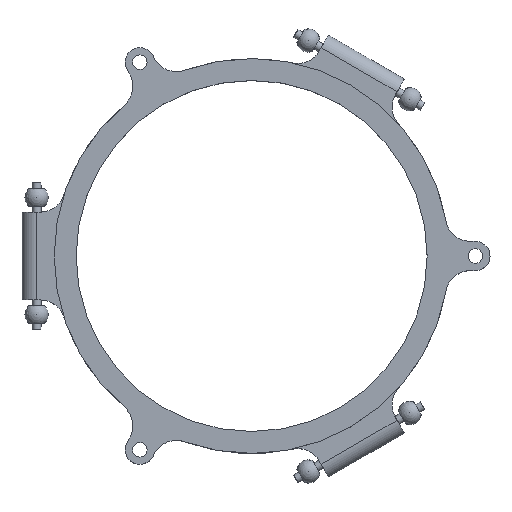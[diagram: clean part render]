
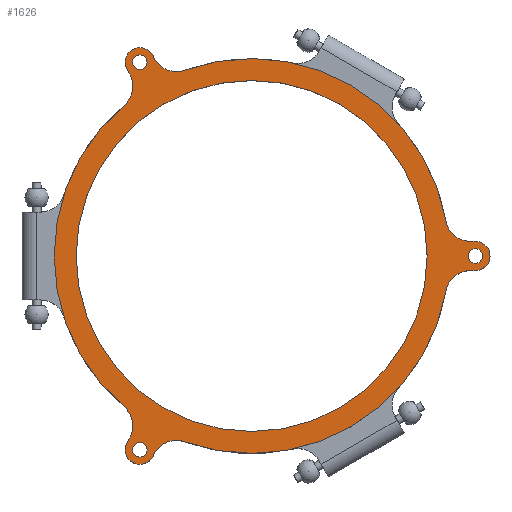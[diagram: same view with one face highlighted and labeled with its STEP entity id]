
A CAD part, top view. The second image highlights one B-rep face of the part: STEP entity #1626.
In plain terms, the highlighted planar face has unit normal (0, 0, 1).
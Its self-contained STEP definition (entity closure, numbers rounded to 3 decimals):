
#117=PLANE('',#1868);
#131=FACE_BOUND('',#315,.T.);
#132=FACE_BOUND('',#316,.T.);
#133=FACE_BOUND('',#317,.T.);
#134=FACE_BOUND('',#318,.T.);
#220=FACE_OUTER_BOUND('',#314,.T.);
#314=EDGE_LOOP('',(#1451,#1452,#1453,#1454,#1455,#1456,#1457,#1458,#1459,
#1460,#1461,#1462,#1463,#1464,#1465,#1466,#1467,#1468));
#315=EDGE_LOOP('',(#1469));
#316=EDGE_LOOP('',(#1470));
#317=EDGE_LOOP('',(#1471));
#318=EDGE_LOOP('',(#1472));
#405=LINE('',#2846,#516);
#412=LINE('',#2873,#523);
#419=LINE('',#2900,#530);
#427=LINE('',#2945,#538);
#430=LINE('',#2954,#541);
#433=LINE('',#2962,#544);
#516=VECTOR('',#2282,10.);
#523=VECTOR('',#2309,10.);
#530=VECTOR('',#2336,10.);
#538=VECTOR('',#2388,10.);
#541=VECTOR('',#2399,10.);
#544=VECTOR('',#2410,10.);
#626=CIRCLE('',#1816,8.5);
#628=CIRCLE('',#1820,8.5);
#630=CIRCLE('',#1823,67.5);
#632=CIRCLE('',#1826,8.5);
#634=CIRCLE('',#1830,8.5);
#636=CIRCLE('',#1833,67.5);
#638=CIRCLE('',#1836,8.5);
#640=CIRCLE('',#1840,8.5);
#641=CIRCLE('',#1842,67.5);
#643=CIRCLE('',#1845,2.5);
#645=CIRCLE('',#1848,2.5);
#647=CIRCLE('',#1851,60.);
#649=CIRCLE('',#1854,2.5);
#652=CIRCLE('',#1858,5.);
#654=CIRCLE('',#1862,5.);
#656=CIRCLE('',#1866,5.);
#769=VERTEX_POINT('',#2836);
#770=VERTEX_POINT('',#2838);
#772=VERTEX_POINT('',#2844);
#775=VERTEX_POINT('',#2851);
#776=VERTEX_POINT('',#2853);
#778=VERTEX_POINT('',#2859);
#780=VERTEX_POINT('',#2865);
#782=VERTEX_POINT('',#2871);
#785=VERTEX_POINT('',#2878);
#786=VERTEX_POINT('',#2880);
#788=VERTEX_POINT('',#2886);
#790=VERTEX_POINT('',#2892);
#792=VERTEX_POINT('',#2898);
#795=VERTEX_POINT('',#2905);
#796=VERTEX_POINT('',#2907);
#797=VERTEX_POINT('',#2914);
#799=VERTEX_POINT('',#2920);
#801=VERTEX_POINT('',#2926);
#803=VERTEX_POINT('',#2932);
#806=VERTEX_POINT('',#2940);
#807=VERTEX_POINT('',#2944);
#809=VERTEX_POINT('',#2953);
#975=EDGE_CURVE('',#769,#770,#626,.T.);
#979=EDGE_CURVE('',#769,#772,#405,.T.);
#982=EDGE_CURVE('',#775,#776,#628,.T.);
#986=EDGE_CURVE('',#775,#778,#630,.T.);
#989=EDGE_CURVE('',#780,#778,#632,.T.);
#992=EDGE_CURVE('',#780,#782,#412,.T.);
#995=EDGE_CURVE('',#785,#786,#634,.T.);
#999=EDGE_CURVE('',#785,#788,#636,.T.);
#1002=EDGE_CURVE('',#790,#788,#638,.T.);
#1005=EDGE_CURVE('',#790,#792,#419,.T.);
#1008=EDGE_CURVE('',#795,#796,#640,.T.);
#1010=EDGE_CURVE('',#795,#770,#641,.T.);
#1012=EDGE_CURVE('',#797,#797,#643,.T.);
#1015=EDGE_CURVE('',#799,#799,#645,.T.);
#1018=EDGE_CURVE('',#801,#801,#647,.T.);
#1021=EDGE_CURVE('',#803,#803,#649,.T.);
#1026=EDGE_CURVE('',#782,#806,#652,.T.);
#1027=EDGE_CURVE('',#807,#776,#427,.T.);
#1031=EDGE_CURVE('',#772,#807,#654,.T.);
#1032=EDGE_CURVE('',#809,#796,#430,.T.);
#1036=EDGE_CURVE('',#792,#809,#656,.T.);
#1037=EDGE_CURVE('',#806,#786,#433,.T.);
#1451=ORIENTED_EDGE('',*,*,#1037,.T.);
#1452=ORIENTED_EDGE('',*,*,#995,.F.);
#1453=ORIENTED_EDGE('',*,*,#999,.T.);
#1454=ORIENTED_EDGE('',*,*,#1002,.F.);
#1455=ORIENTED_EDGE('',*,*,#1005,.T.);
#1456=ORIENTED_EDGE('',*,*,#1036,.T.);
#1457=ORIENTED_EDGE('',*,*,#1032,.T.);
#1458=ORIENTED_EDGE('',*,*,#1008,.F.);
#1459=ORIENTED_EDGE('',*,*,#1010,.T.);
#1460=ORIENTED_EDGE('',*,*,#975,.F.);
#1461=ORIENTED_EDGE('',*,*,#979,.T.);
#1462=ORIENTED_EDGE('',*,*,#1031,.T.);
#1463=ORIENTED_EDGE('',*,*,#1027,.T.);
#1464=ORIENTED_EDGE('',*,*,#982,.F.);
#1465=ORIENTED_EDGE('',*,*,#986,.T.);
#1466=ORIENTED_EDGE('',*,*,#989,.F.);
#1467=ORIENTED_EDGE('',*,*,#992,.T.);
#1468=ORIENTED_EDGE('',*,*,#1026,.T.);
#1469=ORIENTED_EDGE('',*,*,#1021,.T.);
#1470=ORIENTED_EDGE('',*,*,#1018,.T.);
#1471=ORIENTED_EDGE('',*,*,#1015,.T.);
#1472=ORIENTED_EDGE('',*,*,#1012,.T.);
#1626=ADVANCED_FACE('',(#220,#131,#132,#133,#134),#117,.T.);
#1816=AXIS2_PLACEMENT_3D('',#2839,#2275,#2276);
#1820=AXIS2_PLACEMENT_3D('',#2854,#2288,#2289);
#1823=AXIS2_PLACEMENT_3D('',#2861,#2296,#2297);
#1826=AXIS2_PLACEMENT_3D('',#2867,#2303,#2304);
#1830=AXIS2_PLACEMENT_3D('',#2881,#2315,#2316);
#1833=AXIS2_PLACEMENT_3D('',#2888,#2323,#2324);
#1836=AXIS2_PLACEMENT_3D('',#2894,#2330,#2331);
#1840=AXIS2_PLACEMENT_3D('',#2908,#2342,#2343);
#1842=AXIS2_PLACEMENT_3D('',#2911,#2347,#2348);
#1845=AXIS2_PLACEMENT_3D('',#2915,#2353,#2354);
#1848=AXIS2_PLACEMENT_3D('',#2921,#2360,#2361);
#1851=AXIS2_PLACEMENT_3D('',#2927,#2367,#2368);
#1854=AXIS2_PLACEMENT_3D('',#2933,#2374,#2375);
#1858=AXIS2_PLACEMENT_3D('',#2942,#2384,#2385);
#1862=AXIS2_PLACEMENT_3D('',#2951,#2395,#2396);
#1866=AXIS2_PLACEMENT_3D('',#2960,#2406,#2407);
#1868=AXIS2_PLACEMENT_3D('',#2964,#2412,#2413);
#2275=DIRECTION('center_axis',(0.,0.,1.));
#2276=DIRECTION('ref_axis',(-0.985,-0.172,0.));
#2282=DIRECTION('',(0.5,0.866,0.));
#2288=DIRECTION('center_axis',(0.,0.,1.));
#2289=DIRECTION('ref_axis',(0.344,-0.939,0.));
#2296=DIRECTION('center_axis',(0.,0.,1.));
#2297=DIRECTION('ref_axis',(-1.,0.,0.));
#2303=DIRECTION('center_axis',(0.,0.,1.));
#2304=DIRECTION('ref_axis',(0.641,-0.767,0.));
#2309=DIRECTION('',(-1.,0.,0.));
#2315=DIRECTION('center_axis',(0.,0.,1.));
#2316=DIRECTION('ref_axis',(0.641,0.767,0.));
#2323=DIRECTION('center_axis',(0.,0.,1.));
#2324=DIRECTION('ref_axis',(-1.,0.,0.));
#2330=DIRECTION('center_axis',(0.,0.,1.));
#2331=DIRECTION('ref_axis',(0.344,0.939,0.));
#2336=DIRECTION('',(0.5,-0.866,0.));
#2342=DIRECTION('center_axis',(0.,0.,1.));
#2343=DIRECTION('ref_axis',(-0.985,0.172,0.));
#2347=DIRECTION('center_axis',(0.,0.,1.));
#2348=DIRECTION('ref_axis',(-1.,0.,0.));
#2353=DIRECTION('center_axis',(0.,0.,-1.));
#2354=DIRECTION('ref_axis',(-1.,0.,0.));
#2360=DIRECTION('center_axis',(0.,0.,-1.));
#2361=DIRECTION('ref_axis',(-1.,0.,0.));
#2367=DIRECTION('center_axis',(0.,0.,-1.));
#2368=DIRECTION('ref_axis',(-1.,0.,0.));
#2374=DIRECTION('center_axis',(0.,0.,-1.));
#2375=DIRECTION('ref_axis',(-1.,0.,0.));
#2384=DIRECTION('center_axis',(0.,0.,1.));
#2385=DIRECTION('ref_axis',(0.,1.,0.));
#2388=DIRECTION('',(-0.5,-0.866,0.));
#2395=DIRECTION('center_axis',(0.,0.,1.));
#2396=DIRECTION('ref_axis',(0.866,-0.5,0.));
#2399=DIRECTION('',(-0.5,0.866,0.));
#2406=DIRECTION('center_axis',(0.,0.,1.));
#2407=DIRECTION('ref_axis',(-0.866,-0.5,0.));
#2410=DIRECTION('',(1.,0.,0.));
#2412=DIRECTION('center_axis',(0.,0.,1.));
#2413=DIRECTION('ref_axis',(-1.,0.,0.));
#2836=CARTESIAN_POINT('',(41.726,62.271,15.));
#2838=CARTESIAN_POINT('',(43.597,51.532,15.));
#2839=CARTESIAN_POINT('Origin',(49.087,58.021,15.));
#2844=CARTESIAN_POINT('',(42.575,63.742,15.));
#2846=CARTESIAN_POINT('',(37.987,55.796,15.));
#2851=CARTESIAN_POINT('',(22.83,63.522,15.));
#2853=CARTESIAN_POINT('',(33.066,67.271,15.));
#2854=CARTESIAN_POINT('Origin',(25.704,71.521,15.));
#2859=CARTESIAN_POINT('',(-66.427,11.99,15.));
#2861=CARTESIAN_POINT('Origin',(0.,0.,15.));
#2865=CARTESIAN_POINT('',(-74.791,5.,15.));
#2867=CARTESIAN_POINT('Origin',(-74.791,13.5,15.));
#2871=CARTESIAN_POINT('',(-76.49,5.,15.));
#2873=CARTESIAN_POINT('',(-67.315,5.,15.));
#2878=CARTESIAN_POINT('',(-66.427,-11.99,15.));
#2880=CARTESIAN_POINT('',(-74.791,-5.,15.));
#2881=CARTESIAN_POINT('Origin',(-74.791,-13.5,15.));
#2886=CARTESIAN_POINT('',(22.83,-63.522,15.));
#2888=CARTESIAN_POINT('Origin',(0.,0.,15.));
#2892=CARTESIAN_POINT('',(33.066,-67.271,15.));
#2894=CARTESIAN_POINT('Origin',(25.704,-71.521,15.));
#2898=CARTESIAN_POINT('',(33.915,-68.742,15.));
#2900=CARTESIAN_POINT('',(29.327,-60.796,15.));
#2905=CARTESIAN_POINT('',(43.597,-51.532,15.));
#2907=CARTESIAN_POINT('',(41.726,-62.271,15.));
#2908=CARTESIAN_POINT('Origin',(49.087,-58.021,15.));
#2911=CARTESIAN_POINT('Origin',(0.,0.,15.));
#2914=CARTESIAN_POINT('',(40.745,66.242,15.));
#2915=CARTESIAN_POINT('Origin',(38.245,66.242,15.));
#2920=CARTESIAN_POINT('',(-73.99,0.,15.));
#2921=CARTESIAN_POINT('Origin',(-76.49,0.,15.));
#2926=CARTESIAN_POINT('',(60.,0.,15.));
#2927=CARTESIAN_POINT('Origin',(0.,0.,15.));
#2932=CARTESIAN_POINT('',(40.745,-66.242,15.));
#2933=CARTESIAN_POINT('Origin',(38.245,-66.242,15.));
#2940=CARTESIAN_POINT('',(-76.49,-5.,15.));
#2942=CARTESIAN_POINT('Origin',(-76.49,0.,15.));
#2944=CARTESIAN_POINT('',(33.915,68.742,15.));
#2945=CARTESIAN_POINT('',(33.915,68.742,15.));
#2951=CARTESIAN_POINT('Origin',(38.245,66.242,15.));
#2953=CARTESIAN_POINT('',(42.575,-63.742,15.));
#2954=CARTESIAN_POINT('',(42.575,-63.742,15.));
#2960=CARTESIAN_POINT('Origin',(38.245,-66.242,15.));
#2962=CARTESIAN_POINT('',(-76.49,-5.,15.));
#2964=CARTESIAN_POINT('Origin',(-6.995,0.,
15.));
